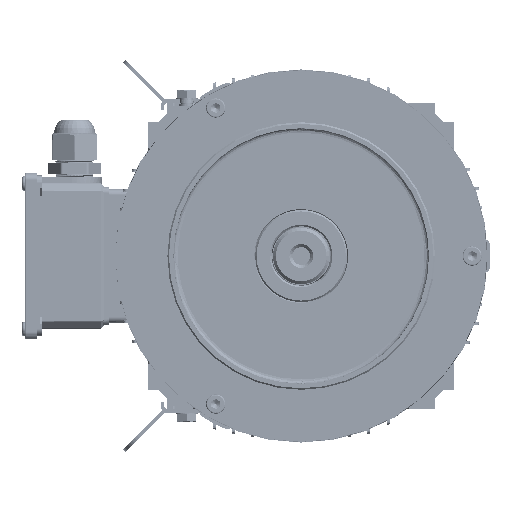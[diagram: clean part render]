
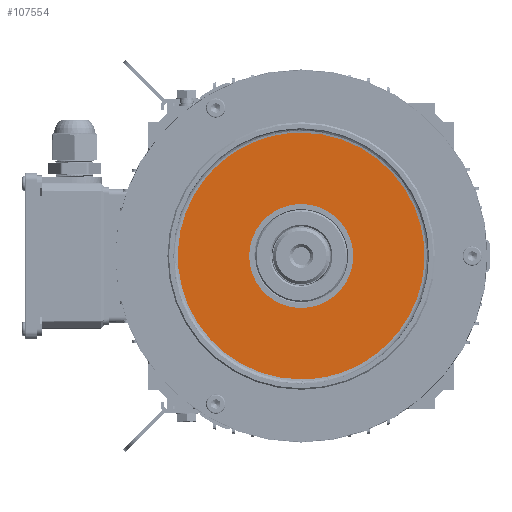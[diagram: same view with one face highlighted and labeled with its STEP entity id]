
A CAD part, left-side view. The second image highlights one B-rep face of the part: STEP entity #107554.
In plain terms, the highlighted planar face has unit normal (-1, 0, 0).
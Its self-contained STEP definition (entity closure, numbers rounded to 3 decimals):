
#7992 = CARTESIAN_POINT ( 'NONE',  ( -209.139, 146.08, 50.537 ) ) ;
#18854 = VERTEX_POINT ( 'NONE', #123784 ) ;
#21810 = CARTESIAN_POINT ( 'NONE',  ( -209.139, -185.92, 50.537 ) ) ;
#23802 = DIRECTION ( 'NONE',  ( 0., -1., 0. ) ) ;
#25827 = DIRECTION ( 'NONE',  ( 1., 0., 0. ) ) ;
#26186 =( BOUNDED_CURVE ( )  B_SPLINE_CURVE ( 3, ( #86400, #68673, #7992, #162694 ),
 .UNSPECIFIED., .F., .F. ) 
 B_SPLINE_CURVE_WITH_KNOTS ( ( 4, 4 ),
 ( 0.5, 1. ),
 .UNSPECIFIED. ) 
 CURVE ( )  GEOMETRIC_REPRESENTATION_ITEM ( )  RATIONAL_B_SPLINE_CURVE ( ( 1., 0.333, 0.333, 1. ) ) 
 REPRESENTATION_ITEM ( '' )  );
#40574 = EDGE_CURVE ( 'NONE', #131894, #131222, #137289, .T. ) ;
#47305 = FACE_BOUND ( 'NONE', #110080, .T. ) ;
#51854 = CARTESIAN_POINT ( 'NONE',  ( -209.139, -19.92, -32.463 ) ) ;
#52533 = CARTESIAN_POINT ( 'NONE',  ( -209.139, -185.92, -115.463 ) ) ;
#67547 = DIRECTION ( 'NONE',  ( 0., 1., 0. ) ) ;
#67849 = AXIS2_PLACEMENT_3D ( 'NONE', #51854, #160879, #67547 ) ;
#68673 = CARTESIAN_POINT ( 'NONE',  ( -209.139, 146.08, -115.463 ) ) ;
#73860 = EDGE_CURVE ( 'NONE', #131222, #131894, #26186, .T. ) ;
#81464 = ORIENTED_EDGE ( 'NONE', *, *, #73860, .F. ) ;
#86400 = CARTESIAN_POINT ( 'NONE',  ( -209.139, -19.92, -115.463 ) ) ;
#89261 = VERTEX_POINT ( 'NONE', #91850 ) ;
#91850 = CARTESIAN_POINT ( 'NONE',  ( -209.139, -54.92, -32.463 ) ) ;
#95665 = CARTESIAN_POINT ( 'NONE',  ( -209.139, -19.92, 50.537 ) ) ;
#96739 = ORIENTED_EDGE ( 'NONE', *, *, #40574, .F. ) ;
#107554 = ADVANCED_FACE ( 'NONE', ( #181427, #47305 ), #119272, .F. ) ;
#107820 = AXIS2_PLACEMENT_3D ( 'NONE', #164854, #25827, #23802 ) ;
#110080 = EDGE_LOOP ( 'NONE', ( #194053, #137853 ) ) ;
#117899 = CARTESIAN_POINT ( 'NONE',  ( -209.139, -19.92, -115.463 ) ) ;
#119272 = PLANE ( 'NONE',  #107820 ) ;
#121226 = DIRECTION ( 'NONE',  ( -1., 0., 0. ) ) ;
#123784 = CARTESIAN_POINT ( 'NONE',  ( -209.139, 15.08, -32.463 ) ) ;
#131222 = VERTEX_POINT ( 'NONE', #117899 ) ;
#131894 = VERTEX_POINT ( 'NONE', #95665 ) ;
#136927 = DIRECTION ( 'NONE',  ( 0., 1., 0. ) ) ;
#137289 =( BOUNDED_CURVE ( )  B_SPLINE_CURVE ( 3, ( #147281, #21810, #52533, #161536 ),
 .UNSPECIFIED., .F., .F. ) 
 B_SPLINE_CURVE_WITH_KNOTS ( ( 4, 4 ),
 ( 0., 0.5 ),
 .UNSPECIFIED. ) 
 CURVE ( )  GEOMETRIC_REPRESENTATION_ITEM ( )  RATIONAL_B_SPLINE_CURVE ( ( 1., 0.333, 0.333, 1. ) ) 
 REPRESENTATION_ITEM ( '' )  );
#137853 = ORIENTED_EDGE ( 'NONE', *, *, #197458, .F. ) ;
#147281 = CARTESIAN_POINT ( 'NONE',  ( -209.139, -19.92, 50.537 ) ) ;
#148752 = AXIS2_PLACEMENT_3D ( 'NONE', #198953, #121226, #136927 ) ;
#149857 = CIRCLE ( 'NONE', #148752, 35. ) ;
#156108 = CIRCLE ( 'NONE', #67849, 35. ) ;
#157932 = EDGE_LOOP ( 'NONE', ( #96739, #81464 ) ) ;
#160879 = DIRECTION ( 'NONE',  ( -1., 0., 0. ) ) ;
#161536 = CARTESIAN_POINT ( 'NONE',  ( -209.139, -19.92, -115.463 ) ) ;
#162694 = CARTESIAN_POINT ( 'NONE',  ( -209.139, -19.92, 50.537 ) ) ;
#164854 = CARTESIAN_POINT ( 'NONE',  ( -209.139, 63.08, -32.463 ) ) ;
#181427 = FACE_OUTER_BOUND ( 'NONE', #157932, .T. ) ;
#186645 = EDGE_CURVE ( 'NONE', #18854, #89261, #156108, .T. ) ;
#194053 = ORIENTED_EDGE ( 'NONE', *, *, #186645, .F. ) ;
#197458 = EDGE_CURVE ( 'NONE', #89261, #18854, #149857, .T. ) ;
#198953 = CARTESIAN_POINT ( 'NONE',  ( -209.139, -19.92, -32.463 ) ) ;
